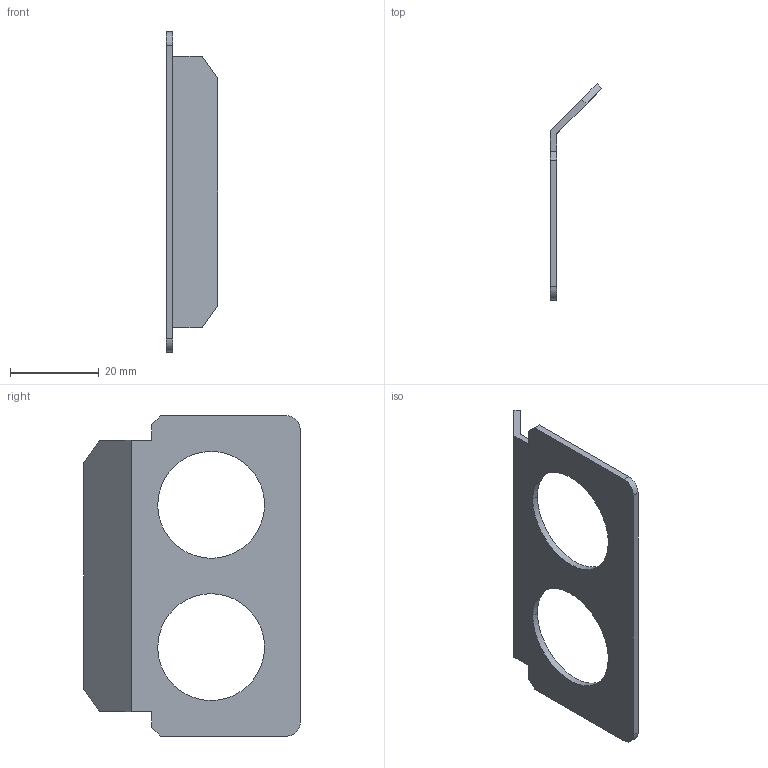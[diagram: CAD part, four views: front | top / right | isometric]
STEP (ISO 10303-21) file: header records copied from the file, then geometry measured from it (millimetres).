
FILE_DESCRIPTION(/* description */ (''),/* implementation_level */ '2;1');
FILE_NAME(/* name */ '7407804',/* time_stamp */ '2015-07-09T13:12:43+02:00',/* author */ (''),/* organization */ (''),/* preprocessor_version */ 'ST-DEVELOPER v15',/* originating_system */ '',/* authorisation */ '');
FILE_SCHEMA (('CONFIG_CONTROL_DESIGN'));
Length unit declared in the file: millimetre
Products named in the file (1): Document
Bounding box: 11.67 x 48.61 x 72 mm (x, y, z)
Volume: 3935.6 mm3; surface area: 5827.6 mm2
Topology: 1 solids, 1 shells, 22 faces, 60 edges, 40 vertices
Faces by surface type: plane 16, bspline 6
Entity records: 796 total; most frequent: CARTESIAN_POINT 314, ORIENTED_EDGE 120, EDGE_CURVE 60, B_SPLINE_CURVE_WITH_KNOTS 48, VERTEX_POINT 40, EDGE_LOOP 26, ADVANCED_FACE 22, FACE_OUTER_BOUND 22
